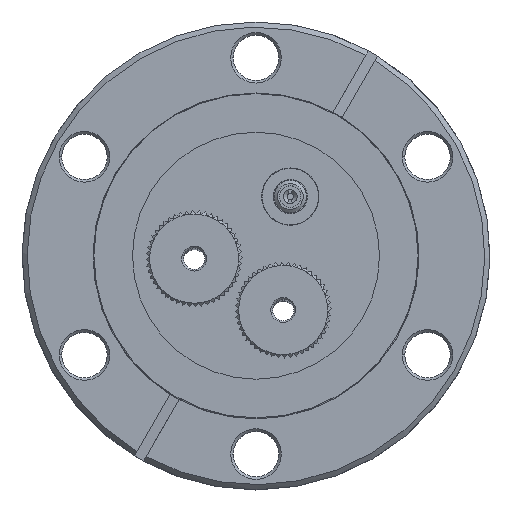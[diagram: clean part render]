
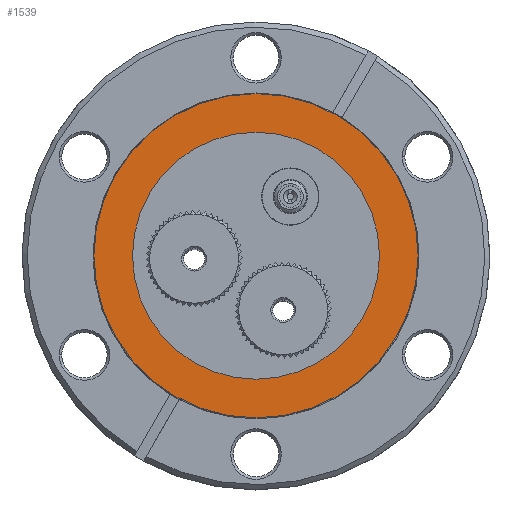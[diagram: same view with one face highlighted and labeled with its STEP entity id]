
A CAD part, top view. The second image highlights one B-rep face of the part: STEP entity #1539.
In plain terms, the highlighted planar face has unit normal (0, 0, 1).
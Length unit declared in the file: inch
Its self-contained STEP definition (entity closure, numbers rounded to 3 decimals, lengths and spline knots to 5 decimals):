
#1299=PLANE('',#5720);
#1539=ADVANCED_FACE('',(#1931,#1932),#1299,.T.);
#1931=FACE_BOUND('',#2110,.T.);
#1932=FACE_BOUND('',#2111,.T.);
#2110=EDGE_LOOP('',(#2548));
#2111=EDGE_LOOP('',(#2549));
#2548=ORIENTED_EDGE('',*,*,#4745,.T.);
#2549=ORIENTED_EDGE('',*,*,#4747,.F.);
#4182=VERTEX_POINT('',#7451);
#4184=VERTEX_POINT('',#7456);
#4745=EDGE_CURVE('',#4182,#4182,#5564,.T.);
#4747=EDGE_CURVE('',#4184,#4184,#5566,.T.);
#5564=CIRCLE('',#5714,0.946);
#5566=CIRCLE('',#5717,0.7205);
#5714=AXIS2_PLACEMENT_3D('',#7450,#6203,#6204);
#5717=AXIS2_PLACEMENT_3D('',#7455,#6209,#6210);
#5720=AXIS2_PLACEMENT_3D('',#7460,#6215,#6216);
#6203=DIRECTION('',(0.,0.,1.));
#6204=DIRECTION('',(1.,0.,0.));
#6209=DIRECTION('',(0.,0.,1.));
#6210=DIRECTION('',(1.,0.,0.));
#6215=DIRECTION('',(0.,0.,1.));
#6216=DIRECTION('',(1.,0.,0.));
#7450=CARTESIAN_POINT('',(-0.01079,0.00896,0.739));
#7451=CARTESIAN_POINT('',(0.93521,0.00896,0.739));
#7455=CARTESIAN_POINT('',(-0.01079,0.00896,0.739));
#7456=CARTESIAN_POINT('',(0.70971,0.00896,0.739));
#7460=CARTESIAN_POINT('',(-0.01079,0.00896,0.739));
